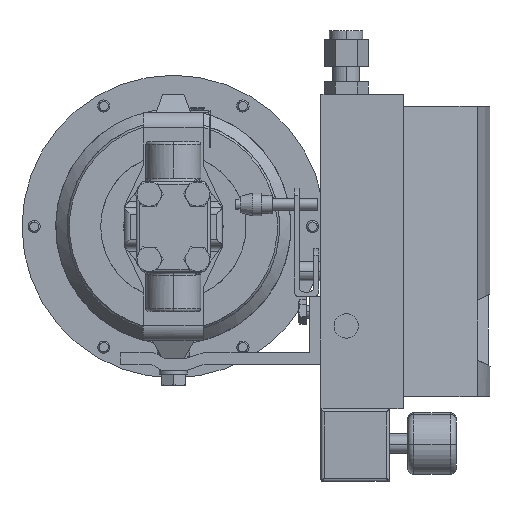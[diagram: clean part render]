
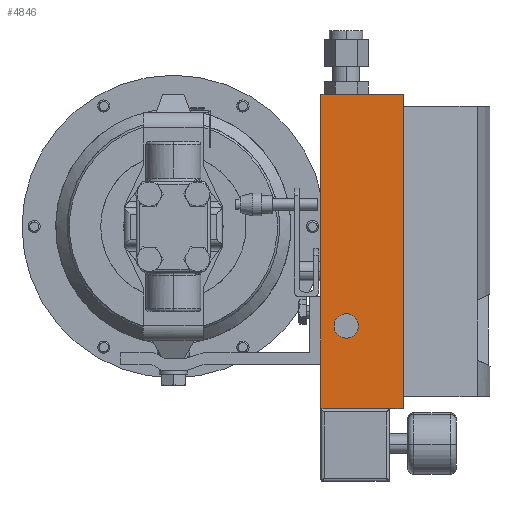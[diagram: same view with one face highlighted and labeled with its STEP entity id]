
A CAD part, front view. The second image highlights one B-rep face of the part: STEP entity #4846.
In plain terms, the highlighted planar face has unit normal (0, -1, 0).
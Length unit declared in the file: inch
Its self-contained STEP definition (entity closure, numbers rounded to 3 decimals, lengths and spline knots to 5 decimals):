
#41 = CARTESIAN_POINT ( 'NONE',  ( 4.72877, 6.11554, 0.68811 ) ) ;
#197 = DIRECTION ( 'NONE',  ( 0., 0., -1. ) ) ;
#1630 = DIRECTION ( 'NONE',  ( -1., 0., 0. ) ) ;
#1677 = DIRECTION ( 'NONE',  ( 0., 0., -1. ) ) ;
#2121 = DIRECTION ( 'NONE',  ( -1., 0., 0. ) ) ;
#2148 = VERTEX_POINT ( 'NONE', #22864 ) ;
#2312 = AXIS2_PLACEMENT_3D ( 'NONE', #35491, #18483, #1630 ) ;
#2462 = FACE_OUTER_BOUND ( 'NONE', #7229, .T. ) ;
#2677 = CARTESIAN_POINT ( 'NONE',  ( 5.90766, 6.11554, 5.22637 ) ) ;
#2730 = EDGE_CURVE ( 'NONE', #11995, #20936, #5537, .T. ) ;
#2812 = DIRECTION ( 'NONE',  ( -1., 0., 0. ) ) ;
#3938 = CARTESIAN_POINT ( 'NONE',  ( 4.20769, 6.11554, 1.29637 ) ) ;
#4776 = LINE ( 'NONE', #4894, #11425 ) ;
#4846 = ADVANCED_FACE ( 'NONE', ( #2462, #31628 ), #7573, .F. ) ;
#4894 = CARTESIAN_POINT ( 'NONE',  ( 4.20769, 6.11554, -0.77363 ) ) ;
#5067 = VECTOR ( 'NONE', #24970, 39.37008 ) ;
#5491 = EDGE_CURVE ( 'NONE', #35911, #33589, #24090, .T. ) ;
#5537 = CIRCLE ( 'NONE', #2312, 0.25157 ) ;
#7124 = LINE ( 'NONE', #10100, #21361 ) ;
#7229 = EDGE_LOOP ( 'NONE', ( #21327, #20655, #31918, #34180, #18234, #27604, #35470, #32415, #23438 ) ) ;
#7370 = EDGE_CURVE ( 'NONE', #11684, #31841, #22954, .T. ) ;
#7573 = PLANE ( 'NONE',  #28465 ) ;
#7792 = VERTEX_POINT ( 'NONE', #22756 ) ;
#7970 = CARTESIAN_POINT ( 'NONE',  ( 4.20769, 6.11554, 5.47637 ) ) ;
#8719 = CARTESIAN_POINT ( 'NONE',  ( 4.20769, 6.11554, 5.47637 ) ) ;
#9747 = EDGE_CURVE ( 'NONE', #7792, #11684, #13588, .T. ) ;
#10100 = CARTESIAN_POINT ( 'NONE',  ( 5.90766, 6.11554, -0.77363 ) ) ;
#11211 = CARTESIAN_POINT ( 'NONE',  ( 4.20769, 6.11554, -0.77363 ) ) ;
#11362 = ORIENTED_EDGE ( 'NONE', *, *, #11503, .F. ) ;
#11425 = VECTOR ( 'NONE', #13358, 39.37008 ) ;
#11503 = EDGE_CURVE ( 'NONE', #20936, #11995, #20476, .T. ) ;
#11684 = VERTEX_POINT ( 'NONE', #20657 ) ;
#11995 = VERTEX_POINT ( 'NONE', #23480 ) ;
#12613 = EDGE_CURVE ( 'NONE', #34129, #13363, #35522, .T. ) ;
#12677 = CARTESIAN_POINT ( 'NONE',  ( 5.90766, 6.11554, 5.22637 ) ) ;
#13358 = DIRECTION ( 'NONE',  ( 0., 0., -1. ) ) ;
#13363 = VERTEX_POINT ( 'NONE', #18781 ) ;
#13380 = DIRECTION ( 'NONE',  ( 0., 0., -1. ) ) ;
#13588 = LINE ( 'NONE', #11211, #21104 ) ;
#15579 = CARTESIAN_POINT ( 'NONE',  ( 5.90766, 6.11554, 5.47637 ) ) ;
#16215 = CARTESIAN_POINT ( 'NONE',  ( 5.6251, 6.11554, -1.02363 ) ) ;
#16275 = VECTOR ( 'NONE', #32575, 39.37008 ) ;
#16985 = VECTOR ( 'NONE', #36079, 39.37008 ) ;
#18234 = ORIENTED_EDGE ( 'NONE', *, *, #34221, .F. ) ;
#18483 = DIRECTION ( 'NONE',  ( 0., -1., 0. ) ) ;
#18549 = CARTESIAN_POINT ( 'NONE',  ( 5.90766, 6.11554, -1.02363 ) ) ;
#18781 = CARTESIAN_POINT ( 'NONE',  ( 5.90766, 6.11554, -0.77363 ) ) ;
#18973 = CARTESIAN_POINT ( 'NONE',  ( 7.2137, 6.11554, -1.02363 ) ) ;
#19001 = DIRECTION ( 'NONE',  ( 0., 1., 0. ) ) ;
#19667 = DIRECTION ( 'NONE',  ( 0., -1., 0. ) ) ;
#20476 = CIRCLE ( 'NONE', #21317, 0.25157 ) ;
#20655 = ORIENTED_EDGE ( 'NONE', *, *, #24051, .T. ) ;
#20657 = CARTESIAN_POINT ( 'NONE',  ( 4.20769, 6.11554, -1.02363 ) ) ;
#20936 = VERTEX_POINT ( 'NONE', #21891 ) ;
#21104 = VECTOR ( 'NONE', #197, 39.37008 ) ;
#21317 = AXIS2_PLACEMENT_3D ( 'NONE', #41, #19667, #2812 ) ;
#21327 = ORIENTED_EDGE ( 'NONE', *, *, #7370, .T. ) ;
#21361 = VECTOR ( 'NONE', #1677, 39.37008 ) ;
#21891 = CARTESIAN_POINT ( 'NONE',  ( 4.98034, 6.11554, 0.68811 ) ) ;
#22075 = VECTOR ( 'NONE', #24680, 39.37008 ) ;
#22306 = VECTOR ( 'NONE', #13380, 39.37008 ) ;
#22756 = CARTESIAN_POINT ( 'NONE',  ( 4.20769, 6.11554, -0.10363 ) ) ;
#22811 = LINE ( 'NONE', #33115, #16985 ) ;
#22864 = CARTESIAN_POINT ( 'NONE',  ( 5.90766, 6.11554, 5.47637 ) ) ;
#22954 = LINE ( 'NONE', #18973, #22075 ) ;
#23438 = ORIENTED_EDGE ( 'NONE', *, *, #9747, .T. ) ;
#23480 = CARTESIAN_POINT ( 'NONE',  ( 4.4772, 6.11554, 0.68811 ) ) ;
#24051 = EDGE_CURVE ( 'NONE', #31841, #33207, #22811, .T. ) ;
#24090 = LINE ( 'NONE', #24604, #22306 ) ;
#24604 = CARTESIAN_POINT ( 'NONE',  ( 4.20769, 6.11554, -0.77363 ) ) ;
#24680 = DIRECTION ( 'NONE',  ( 1., 0., 0. ) ) ;
#24970 = DIRECTION ( 'NONE',  ( 1., 0., 0. ) ) ;
#26379 = EDGE_CURVE ( 'NONE', #33589, #7792, #4776, .T. ) ;
#27604 = ORIENTED_EDGE ( 'NONE', *, *, #34567, .F. ) ;
#27654 = LINE ( 'NONE', #7970, #5067 ) ;
#27928 = VECTOR ( 'NONE', #28065, 39.37008 ) ;
#28065 = DIRECTION ( 'NONE',  ( 0., 0., -1. ) ) ;
#28262 = EDGE_LOOP ( 'NONE', ( #33876, #11362 ) ) ;
#28465 = AXIS2_PLACEMENT_3D ( 'NONE', #35989, #19001, #2121 ) ;
#31399 = LINE ( 'NONE', #15579, #16275 ) ;
#31610 = EDGE_CURVE ( 'NONE', #13363, #33207, #7124, .T. ) ;
#31628 = FACE_BOUND ( 'NONE', #28262, .T. ) ;
#31841 = VERTEX_POINT ( 'NONE', #16215 ) ;
#31918 = ORIENTED_EDGE ( 'NONE', *, *, #31610, .F. ) ;
#32415 = ORIENTED_EDGE ( 'NONE', *, *, #26379, .T. ) ;
#32575 = DIRECTION ( 'NONE',  ( 0., 0., -1. ) ) ;
#33115 = CARTESIAN_POINT ( 'NONE',  ( 4.20769, 6.11554, -1.02363 ) ) ;
#33207 = VERTEX_POINT ( 'NONE', #18549 ) ;
#33589 = VERTEX_POINT ( 'NONE', #3938 ) ;
#33876 = ORIENTED_EDGE ( 'NONE', *, *, #2730, .F. ) ;
#34129 = VERTEX_POINT ( 'NONE', #12677 ) ;
#34180 = ORIENTED_EDGE ( 'NONE', *, *, #12613, .F. ) ;
#34221 = EDGE_CURVE ( 'NONE', #2148, #34129, #31399, .T. ) ;
#34567 = EDGE_CURVE ( 'NONE', #35911, #2148, #27654, .T. ) ;
#35470 = ORIENTED_EDGE ( 'NONE', *, *, #5491, .T. ) ;
#35491 = CARTESIAN_POINT ( 'NONE',  ( 4.72877, 6.11554, 0.68811 ) ) ;
#35522 = LINE ( 'NONE', #2677, #27928 ) ;
#35911 = VERTEX_POINT ( 'NONE', #8719 ) ;
#35989 = CARTESIAN_POINT ( 'NONE',  ( 4.20769, 6.11554, -0.77363 ) ) ;
#36079 = DIRECTION ( 'NONE',  ( 1., 0., 0. ) ) ;
